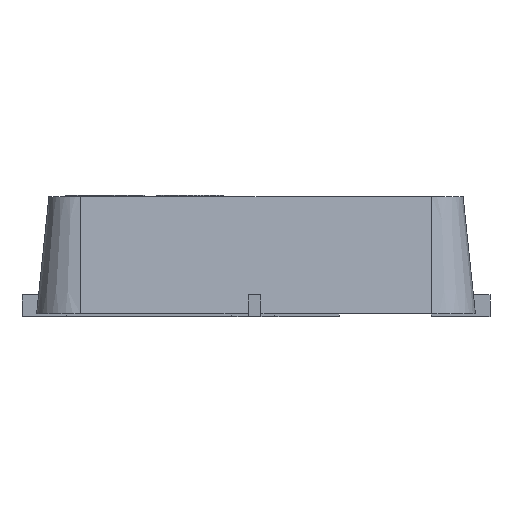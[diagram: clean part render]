
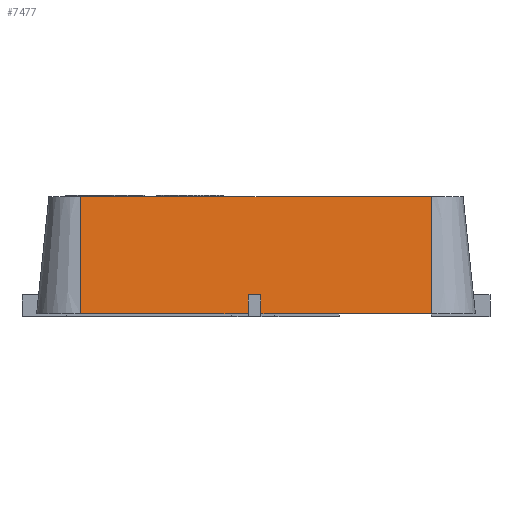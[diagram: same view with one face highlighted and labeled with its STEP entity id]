
A CAD part, left-side view. The second image highlights one B-rep face of the part: STEP entity #7477.
In plain terms, the highlighted planar face has unit normal (-0.995, 0, 0.104).
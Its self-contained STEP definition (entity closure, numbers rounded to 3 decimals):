
#365 = LINE ( 'NONE', #5901, #9060 ) ;
#377 = VERTEX_POINT ( 'NONE', #1084 ) ;
#720 = EDGE_CURVE ( 'NONE', #15444, #8955, #6139, .T. ) ;
#875 = DIRECTION ( 'NONE',  ( -0.105, 0., -0.995 ) ) ;
#1084 = CARTESIAN_POINT ( 'NONE',  ( -1.5, 1.2, 0. ) ) ;
#1665 = EDGE_CURVE ( 'NONE', #7201, #12580, #10488, .T. ) ;
#1747 = CARTESIAN_POINT ( 'NONE',  ( -1.5, 1.2, 0. ) ) ;
#1842 = DIRECTION ( 'NONE',  ( 0., -1., 0. ) ) ;
#1999 = EDGE_CURVE ( 'NONE', #16430, #377, #2188, .T. ) ;
#2006 = DIRECTION ( 'NONE',  ( -0.105, 0., -0.995 ) ) ;
#2105 = VECTOR ( 'NONE', #875, 1000. ) ;
#2188 = LINE ( 'NONE', #12703, #2105 ) ;
#2445 = CARTESIAN_POINT ( 'NONE',  ( -1.416, 1.2, 0.8 ) ) ;
#2491 = CARTESIAN_POINT ( 'NONE',  ( -1.5, 0.054, 0. ) ) ;
#2799 = DIRECTION ( 'NONE',  ( -0.105, 0., -0.995 ) ) ;
#3032 = EDGE_CURVE ( 'NONE', #12580, #8955, #8146, .T. ) ;
#3169 = ORIENTED_EDGE ( 'NONE', *, *, #3032, .T. ) ;
#3468 = CARTESIAN_POINT ( 'NONE',  ( -1.5, -1.2, 0. ) ) ;
#3541 = ORIENTED_EDGE ( 'NONE', *, *, #11344, .T. ) ;
#3843 = ORIENTED_EDGE ( 'NONE', *, *, #13047, .F. ) ;
#3961 = ORIENTED_EDGE ( 'NONE', *, *, #1665, .T. ) ;
#3978 = CARTESIAN_POINT ( 'NONE',  ( -1.416, -1.2, 0.8 ) ) ;
#4010 = VECTOR ( 'NONE', #11622, 1000. ) ;
#4591 = CARTESIAN_POINT ( 'NONE',  ( -1.5, 1.2, 0. ) ) ;
#5064 = ORIENTED_EDGE ( 'NONE', *, *, #1999, .T. ) ;
#5078 = CARTESIAN_POINT ( 'NONE',  ( -1.5, 0.054, 0. ) ) ;
#5315 = CARTESIAN_POINT ( 'NONE',  ( -1.5, -0.034, 0. ) ) ;
#5901 = CARTESIAN_POINT ( 'NONE',  ( -1.5, 1.2, 0. ) ) ;
#6139 = LINE ( 'NONE', #15374, #6218 ) ;
#6218 = VECTOR ( 'NONE', #2006, 1000. ) ;
#6564 = VERTEX_POINT ( 'NONE', #16084 ) ;
#6993 = DIRECTION ( 'NONE',  ( 0.105, 0., 0.995 ) ) ;
#7126 = DIRECTION ( 'NONE',  ( 0., -1., 0. ) ) ;
#7172 = VERTEX_POINT ( 'NONE', #2491 ) ;
#7175 = FACE_OUTER_BOUND ( 'NONE', #14279, .T. ) ;
#7201 = VERTEX_POINT ( 'NONE', #9206 ) ;
#7477 = ADVANCED_FACE ( 'NONE', ( #7175 ), #15005, .T. ) ;
#7675 = LINE ( 'NONE', #5078, #8979 ) ;
#8002 = ORIENTED_EDGE ( 'NONE', *, *, #720, .F. ) ;
#8124 = DIRECTION ( 'NONE',  ( -0.995, 0., 0.105 ) ) ;
#8146 = LINE ( 'NONE', #1747, #13341 ) ;
#8955 = VERTEX_POINT ( 'NONE', #3468 ) ;
#8979 = VECTOR ( 'NONE', #14299, 1000. ) ;
#9060 = VECTOR ( 'NONE', #7126, 1000. ) ;
#9123 = CARTESIAN_POINT ( 'NONE',  ( -1.486, 1.2, 0.13 ) ) ;
#9206 = CARTESIAN_POINT ( 'NONE',  ( -1.486, -0.034, 0.13 ) ) ;
#9562 = EDGE_CURVE ( 'NONE', #6564, #7172, #7675, .T. ) ;
#10488 = LINE ( 'NONE', #12988, #14502 ) ;
#11236 = VECTOR ( 'NONE', #14055, 1000. ) ;
#11344 = EDGE_CURVE ( 'NONE', #377, #7172, #365, .T. ) ;
#11622 = DIRECTION ( 'NONE',  ( 0., 1., 0. ) ) ;
#12580 = VERTEX_POINT ( 'NONE', #5315 ) ;
#12655 = AXIS2_PLACEMENT_3D ( 'NONE', #4591, #8124, #6993 ) ;
#12703 = CARTESIAN_POINT ( 'NONE',  ( -1.5, 1.2, 0. ) ) ;
#12988 = CARTESIAN_POINT ( 'NONE',  ( -1.5, -0.034, 0. ) ) ;
#13047 = EDGE_CURVE ( 'NONE', #7201, #6564, #16990, .T. ) ;
#13341 = VECTOR ( 'NONE', #1842, 1000. ) ;
#14018 = ORIENTED_EDGE ( 'NONE', *, *, #9562, .F. ) ;
#14055 = DIRECTION ( 'NONE',  ( 0., -1., 0. ) ) ;
#14279 = EDGE_LOOP ( 'NONE', ( #14018, #3843, #3961, #3169, #8002, #16971, #5064, #3541 ) ) ;
#14299 = DIRECTION ( 'NONE',  ( -0.105, 0., -0.995 ) ) ;
#14502 = VECTOR ( 'NONE', #2799, 1000. ) ;
#14733 = CARTESIAN_POINT ( 'NONE',  ( -1.416, 1.2, 0.8 ) ) ;
#15005 = PLANE ( 'NONE',  #12655 ) ;
#15374 = CARTESIAN_POINT ( 'NONE',  ( -1.5, -1.2, 0. ) ) ;
#15444 = VERTEX_POINT ( 'NONE', #3978 ) ;
#15447 = LINE ( 'NONE', #2445, #11236 ) ;
#16084 = CARTESIAN_POINT ( 'NONE',  ( -1.486, 0.054, 0.13 ) ) ;
#16121 = EDGE_CURVE ( 'NONE', #16430, #15444, #15447, .T. ) ;
#16430 = VERTEX_POINT ( 'NONE', #14733 ) ;
#16971 = ORIENTED_EDGE ( 'NONE', *, *, #16121, .F. ) ;
#16990 = LINE ( 'NONE', #9123, #4010 ) ;
